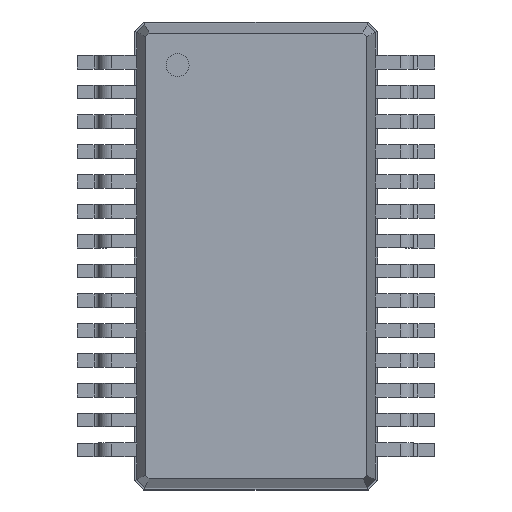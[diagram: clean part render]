
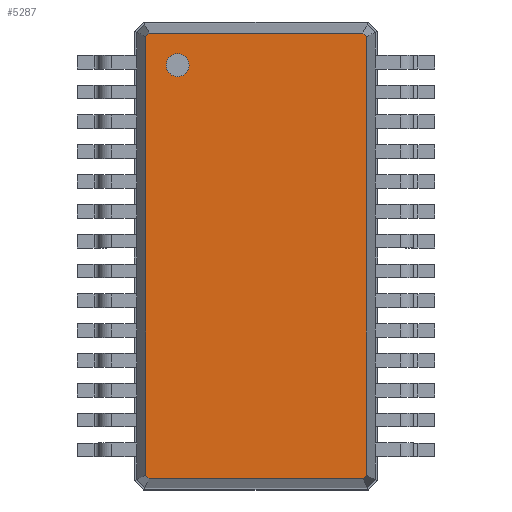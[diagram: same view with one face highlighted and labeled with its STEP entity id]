
A CAD part, top view. The second image highlights one B-rep face of the part: STEP entity #5287.
In plain terms, the highlighted planar face has unit normal (0, 0, 1).
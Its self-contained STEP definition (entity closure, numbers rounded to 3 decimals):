
#1924 = VERTEX_POINT('',#1925);
#1925 = CARTESIAN_POINT('',(2.407,-4.778,2.1));
#1930 = EDGE_CURVE('',#1931,#1924,#1933,.T.);
#1931 = VERTEX_POINT('',#1932);
#1932 = CARTESIAN_POINT('',(2.407,4.778,2.1));
#1933 = LINE('',#1934,#1935);
#1934 = CARTESIAN_POINT('',(2.407,4.778,2.1));
#1935 = VECTOR('',#1936,1.);
#1936 = DIRECTION('',(0.,-1.,0.));
#5270 = EDGE_CURVE('',#5271,#1931,#5273,.T.);
#5271 = VERTEX_POINT('',#5272);
#5272 = CARTESIAN_POINT('',(2.328,4.857,2.1));
#5273 = LINE('',#5274,#5275);
#5274 = CARTESIAN_POINT('',(2.328,4.857,2.1));
#5275 = VECTOR('',#5276,1.);
#5276 = DIRECTION('',(0.707,-0.707,0.));
#5287 = ADVANCED_FACE('',(#5288,#5338),#5349,.T.);
#5288 = FACE_BOUND('',#5289,.T.);
#5289 = EDGE_LOOP('',(#5290,#5298,#5306,#5314,#5322,#5330,#5336,#5337));
#5290 = ORIENTED_EDGE('',*,*,#5291,.F.);
#5291 = EDGE_CURVE('',#5292,#5271,#5294,.T.);
#5292 = VERTEX_POINT('',#5293);
#5293 = CARTESIAN_POINT('',(-2.328,4.857,2.1));
#5294 = LINE('',#5295,#5296);
#5295 = CARTESIAN_POINT('',(-2.328,4.857,2.1));
#5296 = VECTOR('',#5297,1.);
#5297 = DIRECTION('',(1.,0.,0.));
#5298 = ORIENTED_EDGE('',*,*,#5299,.F.);
#5299 = EDGE_CURVE('',#5300,#5292,#5302,.T.);
#5300 = VERTEX_POINT('',#5301);
#5301 = CARTESIAN_POINT('',(-2.407,4.778,2.1));
#5302 = LINE('',#5303,#5304);
#5303 = CARTESIAN_POINT('',(-2.407,4.778,2.1));
#5304 = VECTOR('',#5305,1.);
#5305 = DIRECTION('',(0.707,0.707,0.));
#5306 = ORIENTED_EDGE('',*,*,#5307,.F.);
#5307 = EDGE_CURVE('',#5308,#5300,#5310,.T.);
#5308 = VERTEX_POINT('',#5309);
#5309 = CARTESIAN_POINT('',(-2.407,-4.778,2.1));
#5310 = LINE('',#5311,#5312);
#5311 = CARTESIAN_POINT('',(-2.407,-4.778,2.1));
#5312 = VECTOR('',#5313,1.);
#5313 = DIRECTION('',(0.,1.,0.));
#5314 = ORIENTED_EDGE('',*,*,#5315,.F.);
#5315 = EDGE_CURVE('',#5316,#5308,#5318,.T.);
#5316 = VERTEX_POINT('',#5317);
#5317 = CARTESIAN_POINT('',(-2.328,-4.857,2.1));
#5318 = LINE('',#5319,#5320);
#5319 = CARTESIAN_POINT('',(-2.328,-4.857,2.1));
#5320 = VECTOR('',#5321,1.);
#5321 = DIRECTION('',(-0.707,0.707,0.));
#5322 = ORIENTED_EDGE('',*,*,#5323,.F.);
#5323 = EDGE_CURVE('',#5324,#5316,#5326,.T.);
#5324 = VERTEX_POINT('',#5325);
#5325 = CARTESIAN_POINT('',(2.328,-4.857,2.1));
#5326 = LINE('',#5327,#5328);
#5327 = CARTESIAN_POINT('',(2.328,-4.857,2.1));
#5328 = VECTOR('',#5329,1.);
#5329 = DIRECTION('',(-1.,0.,0.));
#5330 = ORIENTED_EDGE('',*,*,#5331,.F.);
#5331 = EDGE_CURVE('',#1924,#5324,#5332,.T.);
#5332 = LINE('',#5333,#5334);
#5333 = CARTESIAN_POINT('',(2.407,-4.778,2.1));
#5334 = VECTOR('',#5335,1.);
#5335 = DIRECTION('',(-0.707,-0.707,0.));
#5336 = ORIENTED_EDGE('',*,*,#1930,.F.);
#5337 = ORIENTED_EDGE('',*,*,#5270,.F.);
#5338 = FACE_BOUND('',#5339,.T.);
#5339 = EDGE_LOOP('',(#5340));
#5340 = ORIENTED_EDGE('',*,*,#5341,.F.);
#5341 = EDGE_CURVE('',#5342,#5342,#5344,.T.);
#5342 = VERTEX_POINT('',#5343);
#5343 = CARTESIAN_POINT('',(-1.707,3.907,2.1));
#5344 = CIRCLE('',#5345,0.25);
#5345 = AXIS2_PLACEMENT_3D('',#5346,#5347,#5348);
#5346 = CARTESIAN_POINT('',(-1.707,4.157,2.1));
#5347 = DIRECTION('',(0.,0.,1.));
#5348 = DIRECTION('',(0.,-1.,0.));
#5349 = PLANE('',#5350);
#5350 = AXIS2_PLACEMENT_3D('',#5351,#5352,#5353);
#5351 = CARTESIAN_POINT('',(-2.328,4.857,2.1));
#5352 = DIRECTION('',(0.,0.,1.));
#5353 = DIRECTION('',(0.432,-0.902,0.));
